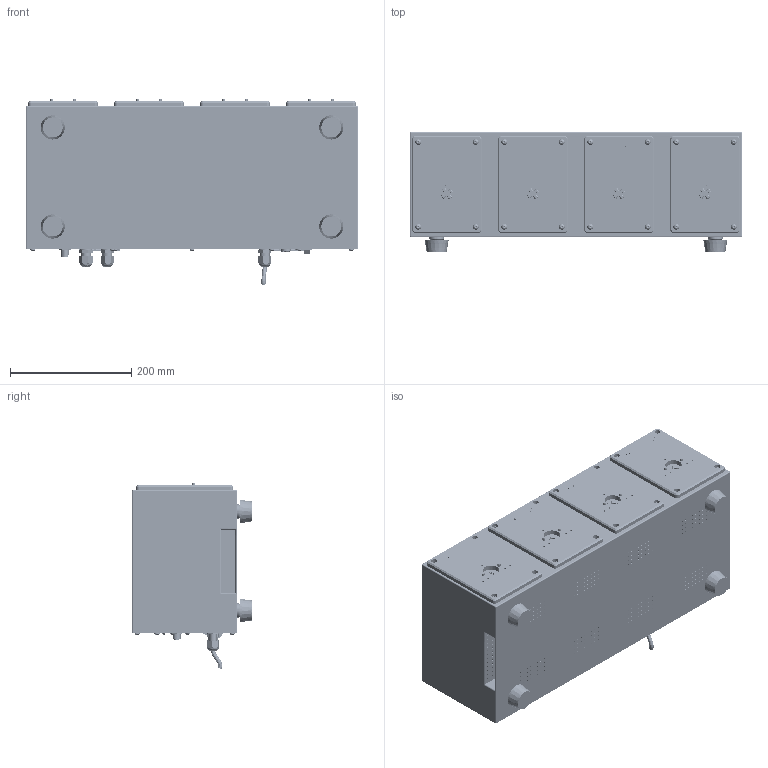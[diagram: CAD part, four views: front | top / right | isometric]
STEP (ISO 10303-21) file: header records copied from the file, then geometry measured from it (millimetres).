
FILE_DESCRIPTION (( 'STEP AP203' ), '1' );
FILE_NAME ('PFS.STEP', '2024-11-19T07:57:08', ( 'lg' ), ( '' ), 'SwSTEP 2.0', 'SolidWorks 2013', '' );
FILE_SCHEMA (( 'CONFIG_CONTROL_DESIGN' ));
Products named in the file (1): PFS
Bounding box: 548 x 197.5 x 307.07 mm (x, y, z)
Surface area: 1696776.4 mm2 (no closed solid volume)
Topology: 0 solids, 54 shells, 4097 faces, 10145 edges, 6556 vertices
Faces by surface type: plane 2038, cylinder 1177, bspline 501, cone 147, torus 123, sphere 111
Full cylindrical faces by diameter (mm): 0.8 x8, 1 x8, 2 x8, 2.3 x256, 2.5 x48, 3.3 x41, 3.464 x10, 4 x17, 4.2 x7, 4.3 x4, 4.5 x32, 4.747 x10, 4.8 x8, 5 x26, 5.14 x1, 5.38 x10, 5.41 x10, 5.5 x20, 5.747 x16, 6.086 x1, 6.35 x32, 7.14 x1, 7.663 x2, 7.9 x4, 8 x27, 8.2 x1, 8.3 x4, 8.439 x2, 8.5 x6, 8.7 x18
Entity records: 134335 total; most frequent: CARTESIAN_POINT 41091, ORIENTED_EDGE 18336, DIRECTION 18143, EDGE_CURVE 9172, AXIS2_PLACEMENT_3D 6704, VERTEX_POINT 6402, EDGE_LOOP 6218, FACE_OUTER_BOUND 4860
